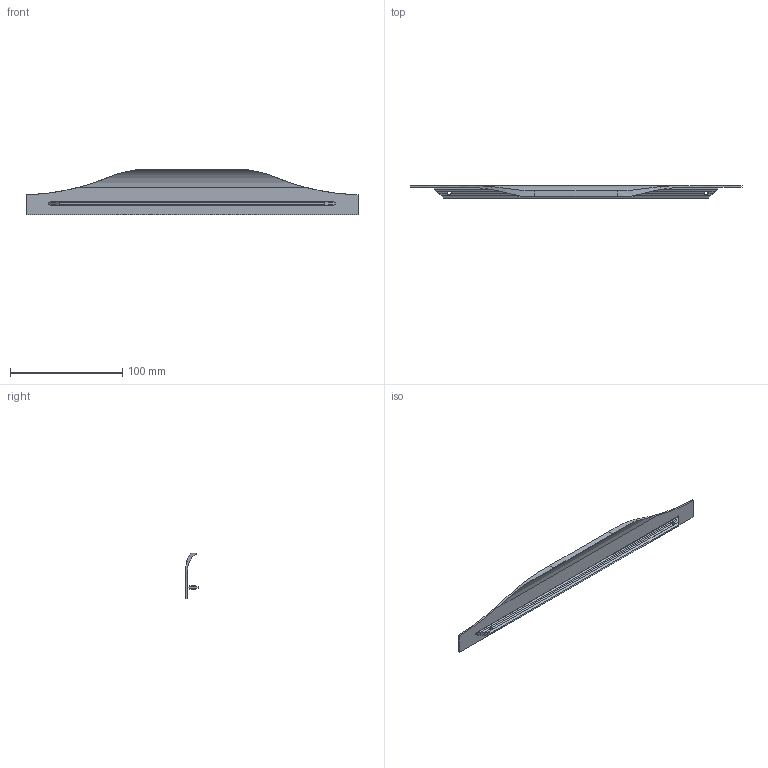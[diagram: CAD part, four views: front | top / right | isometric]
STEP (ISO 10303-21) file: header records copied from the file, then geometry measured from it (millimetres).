
FILE_DESCRIPTION (( 'STEP AP214' ), '1' );
FILE_NAME ('F001488,F001498,F001508,F001518_3D.step', '2022-06-10T06:59:20', ( '' ), ( '' ), 'SwSTEP 2.0', 'SolidWorks 2020', '' );
FILE_SCHEMA (( 'AUTOMOTIVE_DESIGN' ));
Length unit declared in the file: millimetre
Products named in the file (1): F001488,F001498,F001508,F001518_3D
Bounding box: 296 x 11.5 x 41 mm (x, y, z)
Volume: 22119.4 mm3; surface area: 27984.9 mm2
Topology: 1 solids, 1 shells, 53 faces, 162 edges, 108 vertices
Faces by surface type: plane 40, cylinder 13
Entity records: 1896 total; most frequent: CARTESIAN_POINT 498, ORIENTED_EDGE 324, DIRECTION 238, EDGE_CURVE 162, VECTOR 118, LINE 118, VERTEX_POINT 108, AXIS2_PLACEMENT_3D 60
